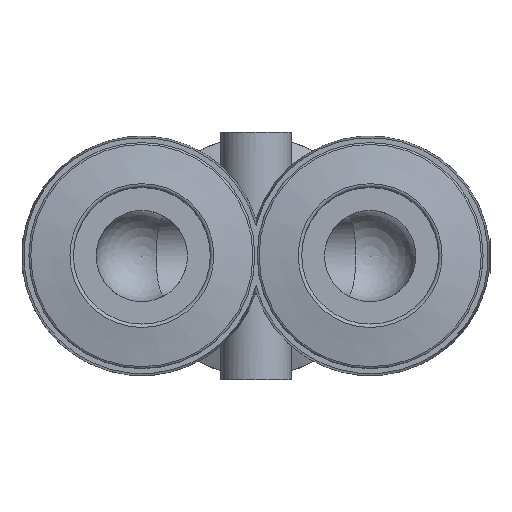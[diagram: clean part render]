
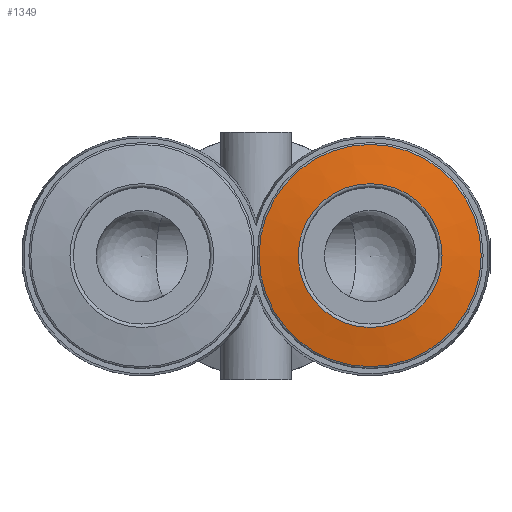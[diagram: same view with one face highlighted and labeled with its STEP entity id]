
A CAD part, top view. The second image highlights one B-rep face of the part: STEP entity #1349.
In plain terms, the highlighted conical face has half-angle 80 degrees and reference radius 9.735 mm.
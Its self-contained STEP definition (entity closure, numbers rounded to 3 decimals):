
#39=CONICAL_SURFACE('',#1515,9.735,1.396);
#198=CIRCLE('',#1514,9.735);
#199=CIRCLE('',#1516,6.3);
#405=ORIENTED_EDGE('',*,*,#720,.F.);
#406=ORIENTED_EDGE('',*,*,#719,.T.);
#719=EDGE_CURVE('',#870,#870,#198,.T.);
#720=EDGE_CURVE('',#871,#871,#199,.T.);
#870=VERTEX_POINT('',#2531);
#871=VERTEX_POINT('',#2534);
#1020=EDGE_LOOP('',(#405));
#1021=EDGE_LOOP('',(#406));
#1176=FACE_BOUND('',#1020,.T.);
#1177=FACE_BOUND('',#1021,.T.);
#1349=ADVANCED_FACE('',(#1176,#1177),#39,.T.);
#1514=AXIS2_PLACEMENT_3D('',#2530,#1822,#1823);
#1515=AXIS2_PLACEMENT_3D('',#2532,#1824,#1825);
#1516=AXIS2_PLACEMENT_3D('',#2533,#1826,#1827);
#1822=DIRECTION('',(0.,0.,1.));
#1823=DIRECTION('',(1.,0.,0.));
#1824=DIRECTION('',(0.,0.,-1.));
#1825=DIRECTION('',(-1.,0.,0.));
#1826=DIRECTION('',(0.,0.,1.));
#1827=DIRECTION('',(1.,0.,0.));
#2530=CARTESIAN_POINT('',(10.,0.,21.794));
#2531=CARTESIAN_POINT('',(19.735,0.,21.794));
#2532=CARTESIAN_POINT('',(10.,0.,21.794));
#2533=CARTESIAN_POINT('',(10.,0.,22.4));
#2534=CARTESIAN_POINT('',(16.3,0.,22.4));
